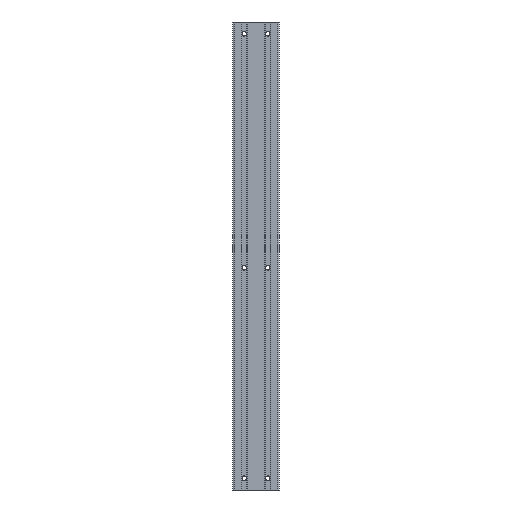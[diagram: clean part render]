
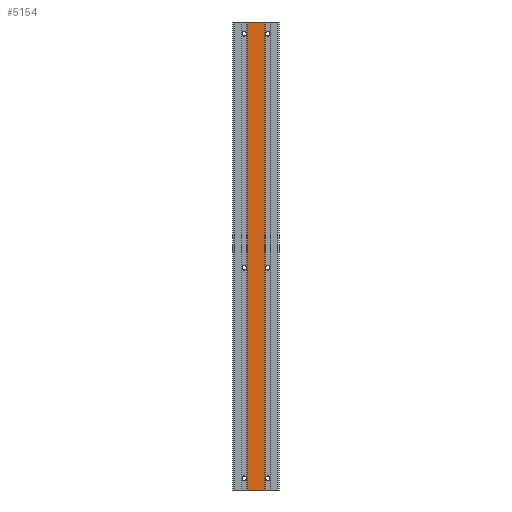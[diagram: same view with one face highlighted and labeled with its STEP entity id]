
A CAD part, front view. The second image highlights one B-rep face of the part: STEP entity #5154.
In plain terms, the highlighted planar face has unit normal (0, -1, 0).
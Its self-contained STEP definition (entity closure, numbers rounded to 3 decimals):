
#132=PLANE('',#5638);
#378=FACE_OUTER_BOUND('',#636,.T.);
#636=EDGE_LOOP('',(#4506,#4507,#4508,#4509));
#911=LINE('',#9564,#1359);
#972=LINE('',#9736,#1420);
#973=LINE('',#9740,#1421);
#1075=LINE('',#9984,#1523);
#1359=VECTOR('',#6461,10.);
#1420=VECTOR('',#6636,10.);
#1421=VECTOR('',#6641,10.);
#1523=VECTOR('',#6925,10.);
#2321=VERTEX_POINT('',#9561);
#2322=VERTEX_POINT('',#9563);
#2376=VERTEX_POINT('',#9734);
#2377=VERTEX_POINT('',#9738);
#2969=EDGE_CURVE('',#2321,#2322,#911,.T.);
#3058=EDGE_CURVE('',#2376,#2321,#972,.T.);
#3060=EDGE_CURVE('',#2322,#2377,#973,.T.);
#3181=EDGE_CURVE('',#2377,#2376,#1075,.T.);
#4506=ORIENTED_EDGE('',*,*,#3058,.F.);
#4507=ORIENTED_EDGE('',*,*,#3181,.F.);
#4508=ORIENTED_EDGE('',*,*,#3060,.F.);
#4509=ORIENTED_EDGE('',*,*,#2969,.F.);
#5154=ADVANCED_FACE('',(#378),#132,.T.);
#5638=AXIS2_PLACEMENT_3D('',#9983,#6923,#6924);
#6461=DIRECTION('',(-1.,0.,0.));
#6636=DIRECTION('',(0.,0.,-1.));
#6641=DIRECTION('',(0.,0.,1.));
#6923=DIRECTION('center_axis',(0.,-1.,0.));
#6924=DIRECTION('ref_axis',(1.,0.,0.));
#6925=DIRECTION('',(1.,0.,0.));
#9561=CARTESIAN_POINT('',(5.6,-15.,-150.));
#9563=CARTESIAN_POINT('',(-5.6,-15.,-150.));
#9564=CARTESIAN_POINT('',(-15.,-15.,-150.));
#9734=CARTESIAN_POINT('',(5.6,-15.,150.));
#9736=CARTESIAN_POINT('',(5.6,-15.,0.));
#9738=CARTESIAN_POINT('',(-5.6,-15.,150.));
#9740=CARTESIAN_POINT('',(-5.6,-15.,0.));
#9983=CARTESIAN_POINT('Origin',(-6.,-15.,0.));
#9984=CARTESIAN_POINT('',(-15.,-15.,150.));
